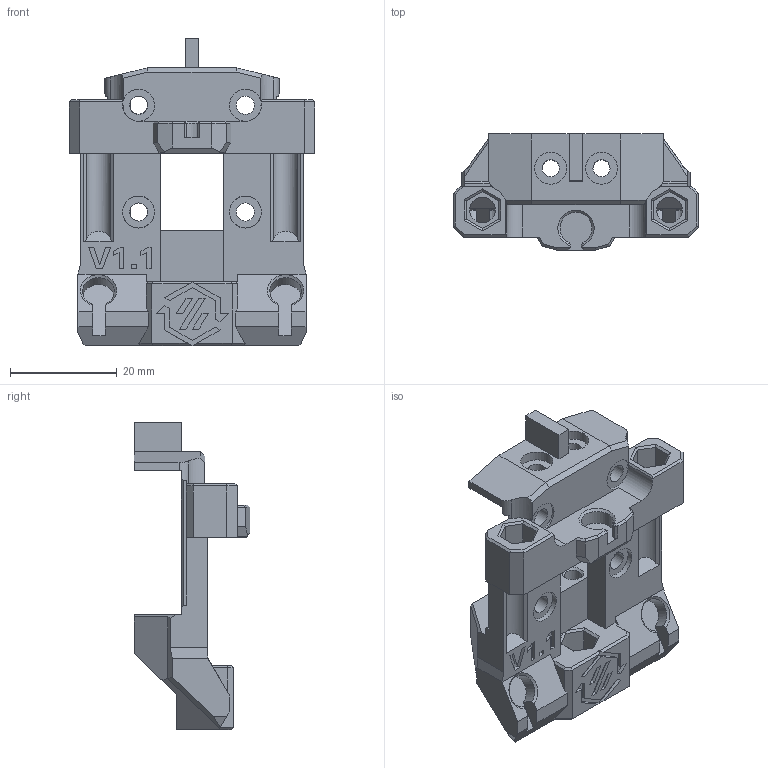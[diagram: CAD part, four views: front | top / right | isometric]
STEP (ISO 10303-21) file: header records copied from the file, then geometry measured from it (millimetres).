
FILE_DESCRIPTION(/* description */ (''),/* implementation_level */ '2;1');
FILE_NAME(/* name */ '',/* time_stamp */ '2024-11-15T23:56:35+03:00',/* author */ (''),/* organization */ (''),/* preprocessor_version */ 'ST-DEVELOPER v20',/* originating_system */ 'Autodesk Translation Framework v13.20.0.188',/* authorisation */ '');
FILE_SCHEMA (('AUTOMOTIVE_DESIGN { 1 0 10303 214 3 1 1 }'));
Length unit declared in the file: millimetre
Products named in the file (1): Каретка для 
держателя
Bounding box: 45.9 x 21.7 x 57.5 mm (x, y, z)
Volume: 14047 mm3; surface area: 9652.1 mm2
Topology: 1 solids, 1 shells, 381 faces, 1059 edges, 686 vertices
Faces by surface type: plane 304, cylinder 70, cone 5, bspline 2
Full cylindrical faces by diameter (mm): 2.8 x2, 3.2 x5, 3.4 x4, 4.7 x1, 4.8 x3, 6 x4, 6.1 x2
Entity records: 12743 total; most frequent: CARTESIAN_POINT 2948, ORIENTED_EDGE 2118, DIRECTION 1870, EDGE_CURVE 1059, LINE 848, VECTOR 848, VERTEX_POINT 686, AXIS2_PLACEMENT_3D 511
